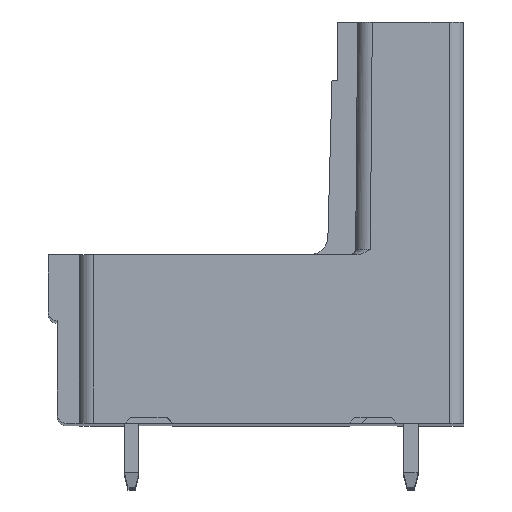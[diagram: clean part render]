
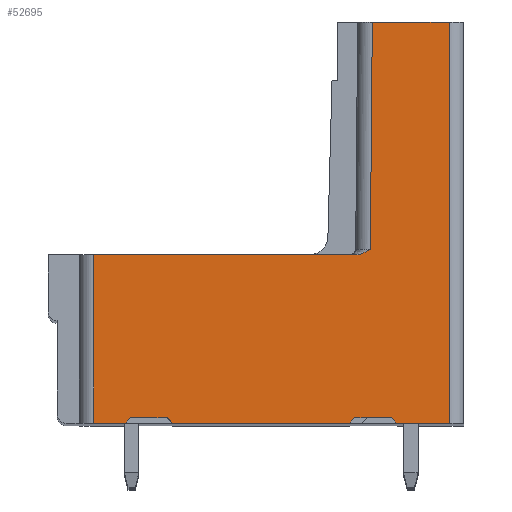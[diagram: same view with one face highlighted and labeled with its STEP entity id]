
A CAD part, top view. The second image highlights one B-rep face of the part: STEP entity #52695.
In plain terms, the highlighted planar face has unit normal (0, 0, 1).
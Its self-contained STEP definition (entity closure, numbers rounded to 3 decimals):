
#5621=DIRECTION('',(1.,0.,0.));
#5622=VECTOR('',#5621,2.85);
#5623=CARTESIAN_POINT('',(-3.644,0.,
-38.823));
#5624=LINE('',#5623,#5622);
#10721=CARTESIAN_POINT('',(-5.857,9.2,
-38.823));
#11040=DIRECTION('',(1.,0.,0.));
#11041=VECTOR('',#11040,2.);
#11042=CARTESIAN_POINT('',(-18.194,0.3,-38.823));
#11043=LINE('',#11042,#11041);
#11048=DIRECTION('',(1.,0.,0.));
#11049=VECTOR('',#11048,14.337);
#11050=CARTESIAN_POINT('',(-20.194,9.2,
-38.823));
#11051=LINE('',#11050,#11049);
#11052=CARTESIAN_POINT('',(-5.857,9.2,
-38.823));
#11053=CARTESIAN_POINT('',(-5.825,9.2,
-38.823));
#11054=CARTESIAN_POINT('',(-5.757,9.204,
-38.823));
#11055=CARTESIAN_POINT('',(-5.644,9.227,
-38.823));
#11056=CARTESIAN_POINT('',(-5.523,9.268,
-38.823));
#11057=CARTESIAN_POINT('',(-5.393,9.328,
-38.823));
#11058=CARTESIAN_POINT('',(-5.255,9.405,
-38.823));
#11059=CARTESIAN_POINT('',(-5.154,9.467,
-38.823));
#11060=CARTESIAN_POINT('',(-5.102,9.5,
-38.823));
#11062=DIRECTION('',(0.009,1.,0.));
#11063=VECTOR('',#11062,12.4);
#11064=CARTESIAN_POINT('',(-5.102,9.5,
-38.823));
#11065=LINE('',#11064,#11063);
#11066=DIRECTION('',(1.,0.,0.));
#11067=VECTOR('',#11066,4.2);
#11068=CARTESIAN_POINT('',(-4.994,21.9,-38.823));
#11069=LINE('',#11068,#11067);
#11070=DIRECTION('',(-0.707,0.707,0.));
#11071=VECTOR('',#11070,0.424);
#11072=CARTESIAN_POINT('',(-3.644,0.,
-38.823));
#11073=LINE('',#11072,#11071);
#11074=DIRECTION('',(-0.707,-0.707,0.));
#11075=VECTOR('',#11074,0.424);
#11076=CARTESIAN_POINT('',(-5.944,0.3,
-38.823));
#11077=LINE('',#11076,#11075);
#11078=DIRECTION('',(-1.,0.,0.));
#11079=VECTOR('',#11078,9.65);
#11080=CARTESIAN_POINT('',(-6.244,0.,
-38.823));
#11081=LINE('',#11080,#11079);
#11082=DIRECTION('',(-0.707,0.707,0.));
#11083=VECTOR('',#11082,0.424);
#11084=CARTESIAN_POINT('',(-15.894,0.,
-38.823));
#11085=LINE('',#11084,#11083);
#11086=DIRECTION('',(-0.707,-0.707,0.));
#11087=VECTOR('',#11086,0.424);
#11088=CARTESIAN_POINT('',(-18.194,0.3,-38.823));
#11089=LINE('',#11088,#11087);
#11090=DIRECTION('',(-1.,0.,0.));
#11091=VECTOR('',#11090,1.7);
#11092=CARTESIAN_POINT('',(-18.494,0.,
-38.823));
#11093=LINE('',#11092,#11091);
#11094=DIRECTION('',(0.,1.,0.));
#11095=VECTOR('',#11094,9.2);
#11096=CARTESIAN_POINT('',(-20.194,0.,
-38.823));
#11097=LINE('',#11096,#11095);
#12648=DIRECTION('',(1.,0.,0.));
#12649=VECTOR('',#12648,2.);
#12650=CARTESIAN_POINT('',(-5.944,0.3,
-38.823));
#12651=LINE('',#12650,#12649);
#20958=DIRECTION('',(0.,1.,0.));
#20959=VECTOR('',#20958,21.9);
#20960=CARTESIAN_POINT('',(-0.794,0.,
-38.823));
#20961=LINE('',#20960,#20959);
#29385=CARTESIAN_POINT('',(-0.794,21.9,-38.823));
#29386=VERTEX_POINT('',#29385);
#29387=CARTESIAN_POINT('',(-4.994,21.9,-38.823));
#29388=VERTEX_POINT('',#29387);
#29432=CARTESIAN_POINT('',(-20.194,0.,
-38.823));
#29433=VERTEX_POINT('',#29432);
#29434=CARTESIAN_POINT('',(-18.494,0.,
-38.823));
#29435=VERTEX_POINT('',#29434);
#29448=CARTESIAN_POINT('',(-15.894,0.,
-38.823));
#29449=VERTEX_POINT('',#29448);
#29450=CARTESIAN_POINT('',(-6.244,0.,
-38.823));
#29451=VERTEX_POINT('',#29450);
#29472=CARTESIAN_POINT('',(-3.644,0.,
-38.823));
#29473=VERTEX_POINT('',#29472);
#29474=CARTESIAN_POINT('',(-0.794,0.,
-38.823));
#29475=VERTEX_POINT('',#29474);
#29584=VERTEX_POINT('',#10721);
#29585=CARTESIAN_POINT('',(-20.194,9.2,
-38.823));
#29586=VERTEX_POINT('',#29585);
#29776=CARTESIAN_POINT('',(-16.194,0.3,
-38.823));
#29777=VERTEX_POINT('',#29776);
#29778=CARTESIAN_POINT('',(-18.194,0.3,-38.823));
#29779=VERTEX_POINT('',#29778);
#29780=VERTEX_POINT('',#11060);
#29781=CARTESIAN_POINT('',(-3.944,0.3,
-38.823));
#29782=VERTEX_POINT('',#29781);
#29783=CARTESIAN_POINT('',(-5.944,0.3,
-38.823));
#29784=VERTEX_POINT('',#29783);
#52665=CARTESIAN_POINT('',(-6.202,9.5,-38.823));
#52666=DIRECTION('',(0.,0.,1.));
#52667=DIRECTION('',(-1.,0.,0.));
#52668=AXIS2_PLACEMENT_3D('',#52665,#52666,#52667);
#52669=PLANE('',#52668);
#52670=ORIENTED_EDGE('',*,*,#51532,.T.);
#52672=ORIENTED_EDGE('',*,*,#52671,.T.);
#52674=ORIENTED_EDGE('',*,*,#52673,.T.);
#52676=ORIENTED_EDGE('',*,*,#52675,.T.);
#52678=ORIENTED_EDGE('',*,*,#52677,.F.);
#52679=ORIENTED_EDGE('',*,*,#44745,.F.);
#52681=ORIENTED_EDGE('',*,*,#52680,.T.);
#52683=ORIENTED_EDGE('',*,*,#52682,.F.);
#52685=ORIENTED_EDGE('',*,*,#52684,.T.);
#52686=ORIENTED_EDGE('',*,*,#44721,.T.);
#52687=ORIENTED_EDGE('',*,*,#52632,.T.);
#52688=ORIENTED_EDGE('',*,*,#52646,.F.);
#52689=ORIENTED_EDGE('',*,*,#52659,.T.);
#52690=ORIENTED_EDGE('',*,*,#44705,.T.);
#52692=ORIENTED_EDGE('',*,*,#52691,.T.);
#52693=EDGE_LOOP('',(#52670,#52672,#52674,#52676,#52678,#52679,#52681,#52683,
#52685,#52686,#52687,#52688,#52689,#52690,#52692));
#52694=FACE_OUTER_BOUND('',#52693,.F.);
#52695=ADVANCED_FACE('',(#52694),#52669,.T.);
#11061=B_SPLINE_CURVE_WITH_KNOTS('',3,(#11052,#11053,#11054,#11055,#11056,
#11057,#11058,#11059,#11060),.UNSPECIFIED.,.F.,.F.,(4,1,1,1,1,1,4),(0.,
0.167,0.333,0.5,0.667,0.833,
1.),.UNSPECIFIED.);
#44705=EDGE_CURVE('',#29435,#29433,#11093,.T.);
#44721=EDGE_CURVE('',#29451,#29449,#11081,.T.);
#44745=EDGE_CURVE('',#29473,#29475,#5624,.T.);
#51532=EDGE_CURVE('',#29586,#29584,#11051,.T.);
#52632=EDGE_CURVE('',#29449,#29777,#11085,.T.);
#52646=EDGE_CURVE('',#29779,#29777,#11043,.T.);
#52659=EDGE_CURVE('',#29779,#29435,#11089,.T.);
#52671=EDGE_CURVE('',#29584,#29780,#11061,.T.);
#52673=EDGE_CURVE('',#29780,#29388,#11065,.T.);
#52675=EDGE_CURVE('',#29388,#29386,#11069,.T.);
#52677=EDGE_CURVE('',#29475,#29386,#20961,.T.);
#52680=EDGE_CURVE('',#29473,#29782,#11073,.T.);
#52682=EDGE_CURVE('',#29784,#29782,#12651,.T.);
#52684=EDGE_CURVE('',#29784,#29451,#11077,.T.);
#52691=EDGE_CURVE('',#29433,#29586,#11097,.T.);
